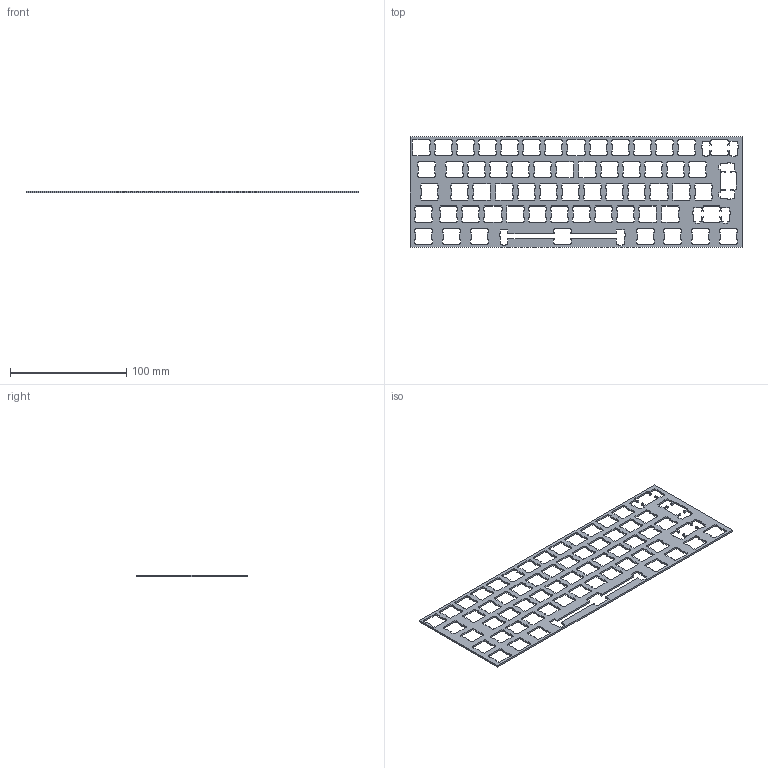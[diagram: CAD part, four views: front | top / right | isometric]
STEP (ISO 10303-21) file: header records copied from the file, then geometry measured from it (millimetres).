
FILE_DESCRIPTION(/* description */ (''),/* implementation_level */ '2;1');
FILE_NAME(/* name */ 'FreeBoard Plate.step',/* time_stamp */ '2025-07-08T19:11:27+01:00',/* author */ (''),/* organization */ (''),/* preprocessor_version */ 'ST-DEVELOPER v20.1',/* originating_system */ 'Autodesk Translation Framework v14.10.0.0',/* authorisation */ '');
FILE_SCHEMA (('AUTOMOTIVE_DESIGN { 1 0 10303 214 3 1 1 }'));
Length unit declared in the file: millimetre
Products named in the file (1): 2025-07-01-23-04-16-672
Bounding box: 285.75 x 95.25 x 1.5 mm (x, y, z)
Volume: 19995.4 mm3; surface area: 34267.4 mm2
Topology: 1 solids, 1 shells, 1374 faces, 4116 edges, 2744 vertices
Faces by surface type: plane 1374
Entity records: 45588 total; most frequent: CARTESIAN_POINT 8235, ORIENTED_EDGE 8232, DIRECTION 6866, LINE 4116, VECTOR 4116, EDGE_CURVE 4116, VERTEX_POINT 2744, EDGE_LOOP 1498
